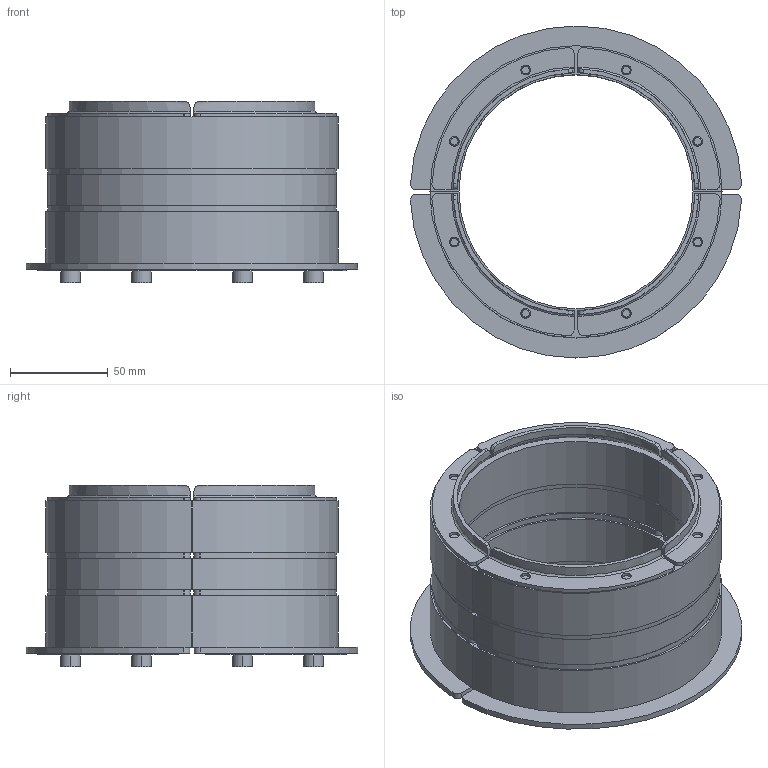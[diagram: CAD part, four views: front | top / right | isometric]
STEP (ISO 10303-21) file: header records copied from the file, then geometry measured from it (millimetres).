
FILE_DESCRIPTION((''),'2;1');
FILE_NAME('RS_PPS_S_150.stp','2008-07-23T13:16:06',(''),(''),'Mechanical Desktop 2005','Mechanical Desktop 2005',', , ');
FILE_SCHEMA(('CONFIG_CONTROL_DESIGN'));
Length unit declared in the file: millimetre
Products named in the file (18): RS_PPS_S_150; ASSY; FRONT FITTING; RUBBER PROFILE; REAR FITTING; MIDDLE FITTING; CASE; EXPANDER; EXPANDER7; EXPANDER5; EXPANDER6; EXPANDER3; EXPANDER4; EXPANDER2; MC6S_M6; ~MC6S_M6; ~~MC6S_M6; ~~~MC6S_M6
Assembly tree (24 placements, depth 4):
  RS_PPS_S_150
    ASSY  x2
      FRONT FITTING
      RUBBER PROFILE
      REAR FITTING
      MIDDLE FITTING
      CASE
      EXPANDER
        EXPANDER7
        EXPANDER5
        EXPANDER6
        EXPANDER3
        EXPANDER4
        EXPANDER2
      MC6S_M6
      ~MC6S_M6
      ~~MC6S_M6
      ~~~MC6S_M6
Bounding box: 169.9 x 170.22 x 93 mm (x, y, z)
Volume: 498899.8 mm3; surface area: 257223 mm2
Topology: 66 solids, 66 shells, 794 faces, 1884 edges, 1232 vertices
Faces by surface type: cylinder 496, plane 274, cone 16, torus 4, bspline 4
Entity records: 10046 total; most frequent: CARTESIAN_POINT 1860, DIRECTION 1837, ORIENTED_EDGE 1510, EDGE_CURVE 755, AXIS2_PLACEMENT_3D 746, VERTEX_POINT 492, CIRCLE 398, EDGE_LOOP 361
